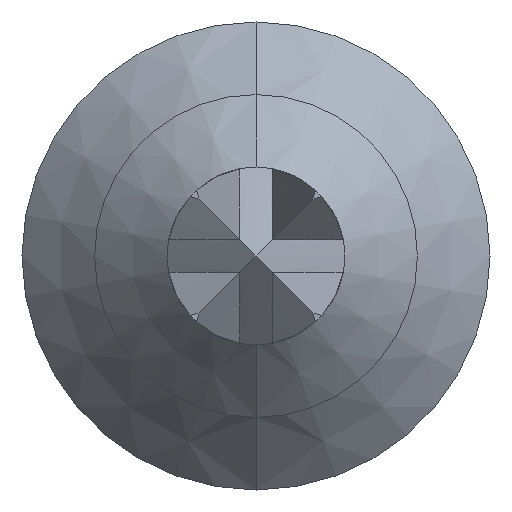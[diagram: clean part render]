
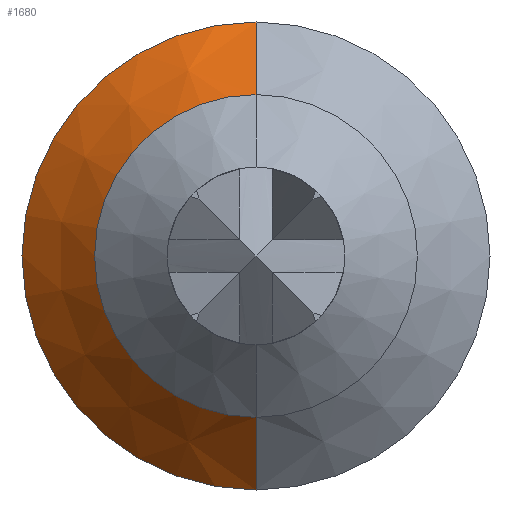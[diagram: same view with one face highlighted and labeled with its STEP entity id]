
A CAD part, front view. The second image highlights one B-rep face of the part: STEP entity #1680.
In plain terms, the highlighted conical face has half-angle 45 degrees and reference radius 0.254 mm.
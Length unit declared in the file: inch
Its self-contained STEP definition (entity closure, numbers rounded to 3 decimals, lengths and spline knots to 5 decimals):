
#66 = DIRECTION ( 'NONE',  ( 0., 0.707, -0.707 ) ) ;
#72 = CARTESIAN_POINT ( 'NONE',  ( 0., 0.1455, -0.01 ) ) ;
#80 = DIRECTION ( 'NONE',  ( 0., 0.707, 0.707 ) ) ;
#94 = CARTESIAN_POINT ( 'NONE',  ( 0., 0.1455, 0.01 ) ) ;
#161 = EDGE_CURVE ( 'NONE', #1287, #1348, #1185, .T. ) ;
#162 = EDGE_CURVE ( 'NONE', #1340, #1335, #1182, .T. ) ;
#436 = CARTESIAN_POINT ( 'NONE',  ( 0., 0.1455, 0.01 ) ) ;
#457 = CARTESIAN_POINT ( 'NONE',  ( 0., 0.15, -0.0145 ) ) ;
#462 = CARTESIAN_POINT ( 'NONE',  ( 0., 0.15, 0.0145 ) ) ;
#470 = CARTESIAN_POINT ( 'NONE',  ( 0., 0.1455, -0.01 ) ) ;
#621 = DIRECTION ( 'NONE',  ( 0., 0., 1. ) ) ;
#622 = CARTESIAN_POINT ( 'NONE',  ( 0., 0.1455, 0. ) ) ;
#623 = DIRECTION ( 'NONE',  ( 0., 1., 0. ) ) ;
#678 = DIRECTION ( 'NONE',  ( 0., -1., 0. ) ) ;
#679 = DIRECTION ( 'NONE',  ( 0., 0., -1. ) ) ;
#680 = CARTESIAN_POINT ( 'NONE',  ( 0., 0.1455, 0. ) ) ;
#719 = CARTESIAN_POINT ( 'NONE',  ( 0., 0.15, 0. ) ) ;
#720 = DIRECTION ( 'NONE',  ( 0., -1., 0. ) ) ;
#729 = DIRECTION ( 'NONE',  ( 0., 0., -1. ) ) ;
#776 = EDGE_CURVE ( 'NONE', #1287, #1340, #924, .T. ) ;
#778 = EDGE_CURVE ( 'NONE', #1348, #1335, #918, .T. ) ;
#805 = AXIS2_PLACEMENT_3D ( 'NONE', #622, #623, #621 ) ;
#837 = VECTOR ( 'NONE', #80, 39.37008 ) ;
#918 = LINE ( 'NONE', #72, #922 ) ;
#922 = VECTOR ( 'NONE', #66, 39.37008 ) ;
#924 = LINE ( 'NONE', #94, #837 ) ;
#941 = CONICAL_SURFACE ( 'NONE', #805, 0.01, 0.785 ) ;
#949 = FACE_OUTER_BOUND ( 'NONE', #1602, .T. ) ;
#1182 = CIRCLE ( 'NONE', #1718, 0.0145 ) ;
#1185 = CIRCLE ( 'NONE', #1717, 0.01 ) ;
#1287 = VERTEX_POINT ( 'NONE', #436 ) ;
#1335 = VERTEX_POINT ( 'NONE', #457 ) ;
#1340 = VERTEX_POINT ( 'NONE', #462 ) ;
#1348 = VERTEX_POINT ( 'NONE', #470 ) ;
#1437 = ORIENTED_EDGE ( 'NONE', *, *, #162, .T. ) ;
#1443 = ORIENTED_EDGE ( 'NONE', *, *, #161, .F. ) ;
#1529 = ORIENTED_EDGE ( 'NONE', *, *, #778, .F. ) ;
#1602 = EDGE_LOOP ( 'NONE', ( #1529, #1443, #1609, #1437 ) ) ;
#1609 = ORIENTED_EDGE ( 'NONE', *, *, #776, .T. ) ;
#1680 = ADVANCED_FACE ( 'NONE', ( #949 ), #941, .T. ) ;
#1717 = AXIS2_PLACEMENT_3D ( 'NONE', #680, #678, #679 ) ;
#1718 = AXIS2_PLACEMENT_3D ( 'NONE', #719, #720, #729 ) ;
